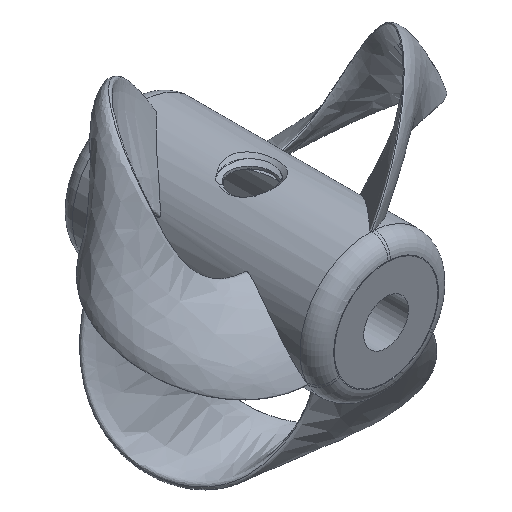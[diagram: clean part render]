
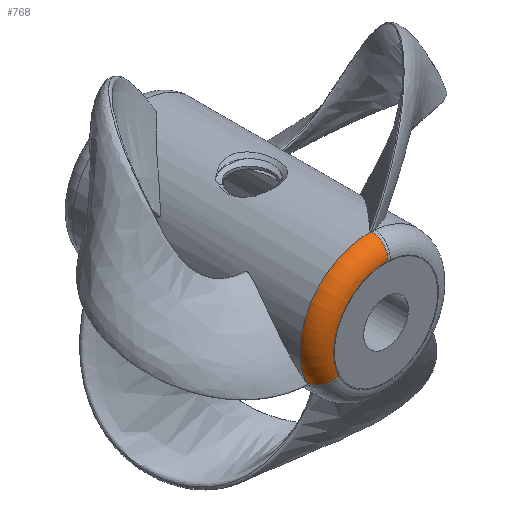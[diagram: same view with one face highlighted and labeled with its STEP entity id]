
A CAD part, isometric view. The second image highlights one B-rep face of the part: STEP entity #768.
In plain terms, the highlighted toroidal (fillet/blend) face has major radius 4.05 mm and minor radius 1.35 mm.
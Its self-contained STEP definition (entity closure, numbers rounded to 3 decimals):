
#20=TOROIDAL_SURFACE('',#829,4.05,1.35);
#44=CIRCLE('',#811,5.4);
#49=CIRCLE('',#817,4.1);
#50=CIRCLE('',#818,4.1);
#52=CIRCLE('',#820,1.35);
#57=CIRCLE('',#828,1.35);
#139=FACE_OUTER_BOUND('',#187,.T.);
#187=EDGE_LOOP('',(#672,#673,#674,#675,#676));
#283=VERTEX_POINT('',#2503);
#332=VERTEX_POINT('',#4456);
#339=VERTEX_POINT('',#4619);
#340=VERTEX_POINT('',#4626);
#341=VERTEX_POINT('',#4629);
#430=EDGE_CURVE('',#332,#283,#44,.T.);
#442=EDGE_CURVE('',#340,#339,#49,.T.);
#444=EDGE_CURVE('',#341,#340,#50,.T.);
#448=EDGE_CURVE('',#283,#339,#52,.T.);
#455=EDGE_CURVE('',#332,#341,#57,.F.);
#672=ORIENTED_EDGE('',*,*,#444,.T.);
#673=ORIENTED_EDGE('',*,*,#442,.T.);
#674=ORIENTED_EDGE('',*,*,#448,.F.);
#675=ORIENTED_EDGE('',*,*,#430,.F.);
#676=ORIENTED_EDGE('',*,*,#455,.T.);
#768=ADVANCED_FACE('',(#139),#20,.T.);
#811=AXIS2_PLACEMENT_3D('',#4477,#888,#889);
#817=AXIS2_PLACEMENT_3D('',#4627,#900,#901);
#818=AXIS2_PLACEMENT_3D('',#4630,#903,#904);
#820=AXIS2_PLACEMENT_3D('',#4711,#907,#908);
#828=AXIS2_PLACEMENT_3D('',#6977,#923,#924);
#829=AXIS2_PLACEMENT_3D('',#6978,#925,#926);
#888=DIRECTION('center_axis',(0.,1.,0.));
#889=DIRECTION('ref_axis',(0.,0.,1.));
#900=DIRECTION('center_axis',(0.,1.,0.));
#901=DIRECTION('ref_axis',(1.,0.,0.));
#903=DIRECTION('center_axis',(0.,1.,0.));
#904=DIRECTION('ref_axis',(1.,0.,0.));
#907=DIRECTION('center_axis',(0.999,0.,-0.038));
#908=DIRECTION('ref_axis',(-0.038,0.,-0.999));
#923=DIRECTION('center_axis',(0.428,0.,-0.904));
#924=DIRECTION('ref_axis',(-0.904,0.,-0.428));
#925=DIRECTION('center_axis',(0.,1.,0.));
#926=DIRECTION('ref_axis',(0.,0.,1.));
#2503=CARTESIAN_POINT('',(-4.897,15.261,8.132));
#4456=CARTESIAN_POINT('',(-9.979,15.261,0.423));
#4477=CARTESIAN_POINT('Origin',(-5.1,15.261,2.736));
#4619=CARTESIAN_POINT('',(-4.946,13.912,6.833));
#4626=CARTESIAN_POINT('',(-9.2,13.912,2.736));
#4627=CARTESIAN_POINT('Origin',(-5.1,13.912,2.736));
#4629=CARTESIAN_POINT('',(-8.805,13.912,0.98));
#4630=CARTESIAN_POINT('Origin',(-5.1,13.912,2.736));
#4711=CARTESIAN_POINT('Origin',(-4.948,15.261,6.783));
#6977=CARTESIAN_POINT('Origin',(-8.76,15.261,1.001));
#6978=CARTESIAN_POINT('Origin',(-5.1,15.261,2.736));
